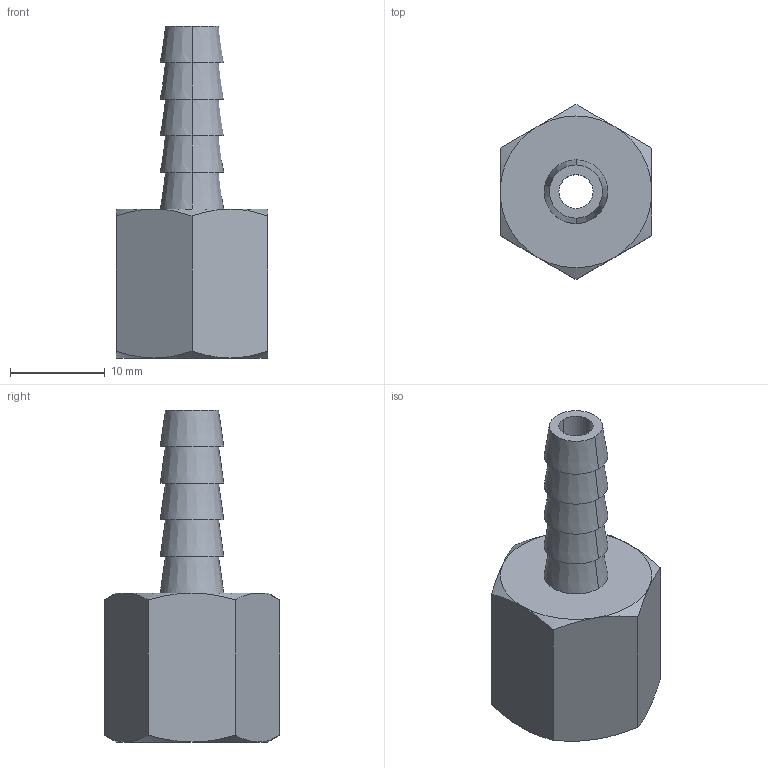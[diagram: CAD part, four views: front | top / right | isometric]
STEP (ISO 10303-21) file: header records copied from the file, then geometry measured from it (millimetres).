
FILE_DESCRIPTION (( 'STEP AP203' ), '1' );
FILE_NAME ('5357K188_Aluminum Barbed Hose Fitting.STEP', '2021-09-10T21:02:54', ( 'Administrator' ), ( 'Managed by Terraform' ), 'SwSTEP 2.0', 'SolidWorks 2017', '' );
FILE_SCHEMA (( 'CONFIG_CONTROL_DESIGN' ));
Length unit declared in the file: millimetre
Products named in the file (1): 5357K188_Aluminum Barbed Hose Fitting
Bounding box: 16 x 18.48 x 35 mm (x, y, z)
Volume: 2200 mm3; surface area: 2808.8 mm2
Topology: 1 solids, 1 shells, 65 faces, 156 edges, 99 vertices
Faces by surface type: cone 46, plane 14, bspline 3, cylinder 2
Entity records: 7577 total; most frequent: CARTESIAN_POINT 6102, ORIENTED_EDGE 312, DIRECTION 250, EDGE_CURVE 156, AXIS2_PLACEMENT_3D 105, VERTEX_POINT 99, B_SPLINE_CURVE_WITH_KNOTS 74, EDGE_LOOP 73
